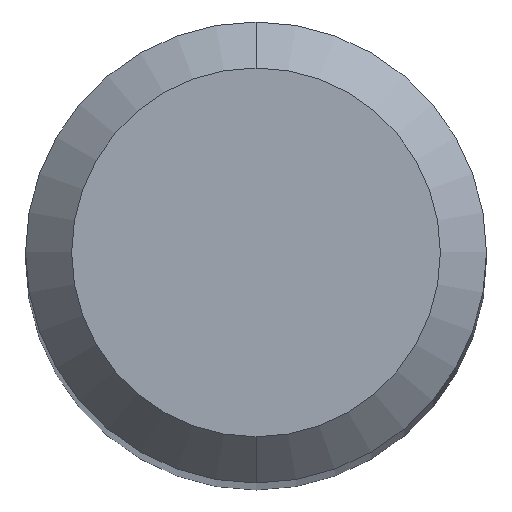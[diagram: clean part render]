
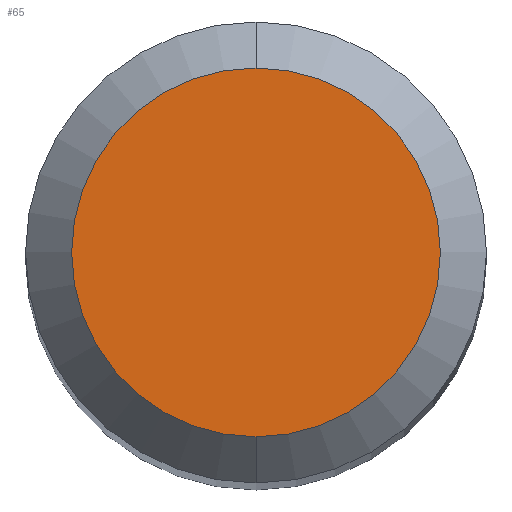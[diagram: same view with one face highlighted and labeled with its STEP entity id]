
A CAD part, top view. The second image highlights one B-rep face of the part: STEP entity #65.
In plain terms, the highlighted planar face has unit normal (0, 0, 1).
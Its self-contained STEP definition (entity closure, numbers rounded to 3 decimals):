
#50=PLANE('',#355);
#65=ADVANCED_FACE('',(#86),#50,.F.);
#86=FACE_OUTER_BOUND('',#101,.T.);
#101=EDGE_LOOP('',(#166,#167));
#114=CIRCLE('',#351,1.6);
#115=CIRCLE('',#353,1.6);
#166=ORIENTED_EDGE('',*,*,#208,.F.);
#167=ORIENTED_EDGE('',*,*,#206,.F.);
#181=VERTEX_POINT('',#516);
#182=VERTEX_POINT('',#518);
#206=EDGE_CURVE('',#181,#182,#114,.T.);
#208=EDGE_CURVE('',#182,#181,#115,.T.);
#351=AXIS2_PLACEMENT_3D('',#517,#441,#442);
#353=AXIS2_PLACEMENT_3D('',#521,#446,#447);
#355=AXIS2_PLACEMENT_3D('',#523,#450,#451);
#441=DIRECTION('',(0.,0.,-1.));
#442=DIRECTION('',(0.,-1.,0.));
#446=DIRECTION('',(0.,0.,-1.));
#447=DIRECTION('',(0.,1.,0.));
#450=DIRECTION('',(0.,0.,-1.));
#451=DIRECTION('',(0.,1.,0.));
#516=CARTESIAN_POINT('',(0.,-1.6,77.));
#517=CARTESIAN_POINT('',(0.,0.,77.));
#518=CARTESIAN_POINT('',(0.,1.6,77.));
#521=CARTESIAN_POINT('',(0.,0.,77.));
#523=CARTESIAN_POINT('',(0.,0.,77.));
